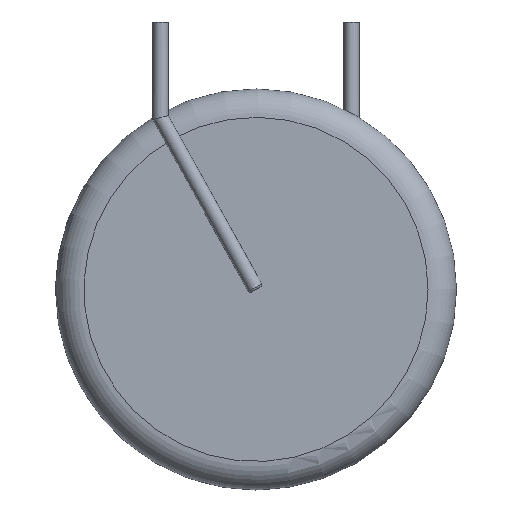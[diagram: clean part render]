
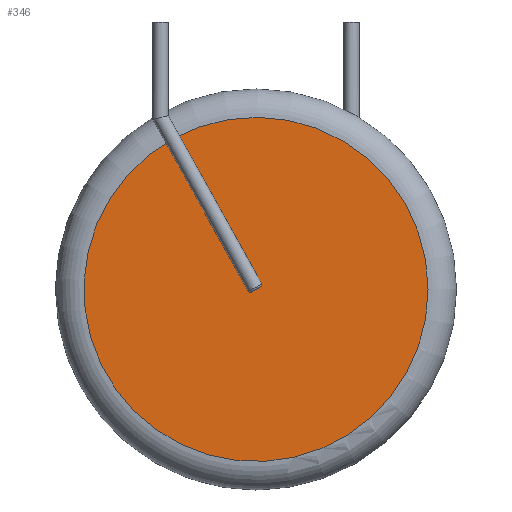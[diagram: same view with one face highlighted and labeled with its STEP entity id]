
A CAD part, top view. The second image highlights one B-rep face of the part: STEP entity #346.
In plain terms, the highlighted planar face has unit normal (0, 0, 1).
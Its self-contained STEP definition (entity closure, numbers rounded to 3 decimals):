
#346 = ADVANCED_FACE('',(#347),#362,.F.);
#347 = FACE_BOUND('',#348,.F.);
#348 = EDGE_LOOP('',(#349,#389));
#349 = ORIENTED_EDGE('',*,*,#350,.F.);
#350 = EDGE_CURVE('',#351,#353,#355,.T.);
#351 = VERTEX_POINT('',#352);
#352 = CARTESIAN_POINT('',(9.01,0.,3.));
#353 = VERTEX_POINT('',#354);
#354 = CARTESIAN_POINT('',(-4.376,7.876,3.));
#355 = SURFACE_CURVE('',#356,(#361,#377),.PCURVE_S1.);
#356 = CIRCLE('',#357,9.01);
#357 = AXIS2_PLACEMENT_3D('',#358,#359,#360);
#358 = CARTESIAN_POINT('',(0.,0.,3.));
#359 = DIRECTION('',(0.,0.,1.));
#360 = DIRECTION('',(1.,0.,0.));
#361 = PCURVE('',#362,#367);
#362 = PLANE('',#363);
#363 = AXIS2_PLACEMENT_3D('',#364,#365,#366);
#364 = CARTESIAN_POINT('',(10.5,0.,3.));
#365 = DIRECTION('',(0.,0.,-1.));
#366 = DIRECTION('',(-1.,0.,0.));
#367 = DEFINITIONAL_REPRESENTATION('',(#368),#376);
#368 = ( BOUNDED_CURVE() B_SPLINE_CURVE(2,(#369,#370,#371,#372,#373,#374
,#375),.UNSPECIFIED.,.F.,.F.) B_SPLINE_CURVE_WITH_KNOTS((1,2,2,2,2,1),(
    -2.094,0.,2.094,4.189,6.283,
8.378),.UNSPECIFIED.) CURVE() GEOMETRIC_REPRESENTATION_ITEM() 
RATIONAL_B_SPLINE_CURVE((1.,0.5,1.,0.5,1.,0.5,1.)) REPRESENTATION_ITEM(
  '') );
#369 = CARTESIAN_POINT('',(1.49,0.));
#370 = CARTESIAN_POINT('',(1.49,15.606));
#371 = CARTESIAN_POINT('',(15.005,7.803));
#372 = CARTESIAN_POINT('',(28.52,0.));
#373 = CARTESIAN_POINT('',(15.005,-7.803));
#374 = CARTESIAN_POINT('',(1.49,-15.606));
#375 = CARTESIAN_POINT('',(1.49,0.));
#376 = ( GEOMETRIC_REPRESENTATION_CONTEXT(2) 
PARAMETRIC_REPRESENTATION_CONTEXT() REPRESENTATION_CONTEXT('2D SPACE',''
  ) );
#377 = PCURVE('',#378,#383);
#378 = TOROIDAL_SURFACE('',#379,9.01,1.49);
#379 = AXIS2_PLACEMENT_3D('',#380,#381,#382);
#380 = CARTESIAN_POINT('',(0.,0.,1.51));
#381 = DIRECTION('',(0.,0.,1.));
#382 = DIRECTION('',(1.,0.,0.));
#383 = DEFINITIONAL_REPRESENTATION('',(#384),#388);
#384 = LINE('',#385,#386);
#385 = CARTESIAN_POINT('',(0.,1.571));
#386 = VECTOR('',#387,1.);
#387 = DIRECTION('',(1.,0.));
#388 = ( GEOMETRIC_REPRESENTATION_CONTEXT(2) 
PARAMETRIC_REPRESENTATION_CONTEXT() REPRESENTATION_CONTEXT('2D SPACE',''
  ) );
#389 = ORIENTED_EDGE('',*,*,#390,.F.);
#390 = EDGE_CURVE('',#353,#351,#391,.T.);
#391 = SURFACE_CURVE('',#392,(#397,#408),.PCURVE_S1.);
#392 = CIRCLE('',#393,9.01);
#393 = AXIS2_PLACEMENT_3D('',#394,#395,#396);
#394 = CARTESIAN_POINT('',(0.,0.,3.));
#395 = DIRECTION('',(0.,0.,1.));
#396 = DIRECTION('',(1.,0.,0.));
#397 = PCURVE('',#362,#398);
#398 = DEFINITIONAL_REPRESENTATION('',(#399),#407);
#399 = ( BOUNDED_CURVE() B_SPLINE_CURVE(2,(#400,#401,#402,#403,#404,#405
,#406),.UNSPECIFIED.,.F.,.F.) B_SPLINE_CURVE_WITH_KNOTS((1,2,2,2,2,1),(
    -2.094,0.,2.094,4.189,6.283,
8.378),.UNSPECIFIED.) CURVE() GEOMETRIC_REPRESENTATION_ITEM() 
RATIONAL_B_SPLINE_CURVE((1.,0.5,1.,0.5,1.,0.5,1.)) REPRESENTATION_ITEM(
  '') );
#400 = CARTESIAN_POINT('',(1.49,0.));
#401 = CARTESIAN_POINT('',(1.49,15.606));
#402 = CARTESIAN_POINT('',(15.005,7.803));
#403 = CARTESIAN_POINT('',(28.52,0.));
#404 = CARTESIAN_POINT('',(15.005,-7.803));
#405 = CARTESIAN_POINT('',(1.49,-15.606));
#406 = CARTESIAN_POINT('',(1.49,0.));
#407 = ( GEOMETRIC_REPRESENTATION_CONTEXT(2) 
PARAMETRIC_REPRESENTATION_CONTEXT() REPRESENTATION_CONTEXT('2D SPACE',''
  ) );
#408 = PCURVE('',#378,#409);
#409 = DEFINITIONAL_REPRESENTATION('',(#410),#414);
#410 = LINE('',#411,#412);
#411 = CARTESIAN_POINT('',(0.,1.571));
#412 = VECTOR('',#413,1.);
#413 = DIRECTION('',(1.,0.));
#414 = ( GEOMETRIC_REPRESENTATION_CONTEXT(2) 
PARAMETRIC_REPRESENTATION_CONTEXT() REPRESENTATION_CONTEXT('2D SPACE',''
  ) );
